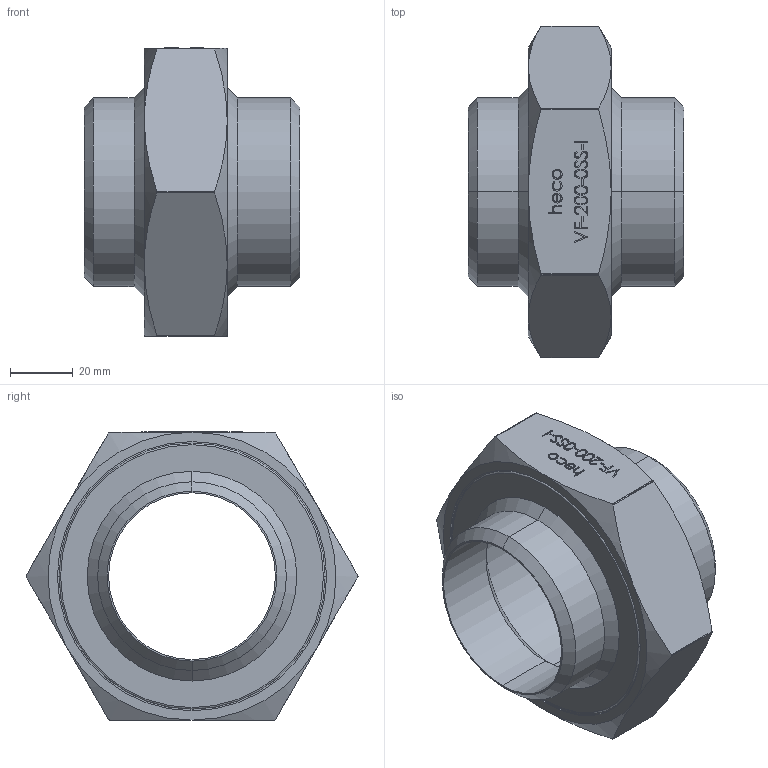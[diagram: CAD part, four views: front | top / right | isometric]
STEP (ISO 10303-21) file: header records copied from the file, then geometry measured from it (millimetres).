
FILE_DESCRIPTION (( 'STEP AP214' ), '1' );
FILE_NAME ('heco_VF-200-0SS-I.STEP', '2016-09-19T12:02:49', ( '' ), ( '' ), 'SwSTEP 2.0', 'SolidWorks 2016', '' );
FILE_SCHEMA (( 'AUTOMOTIVE_DESIGN' ));
Length unit declared in the file: millimetre
Products named in the file (1): heco_VF-200-0SS-I
Bounding box: 69 x 106.08 x 92.1 mm (x, y, z)
Volume: 145880.6 mm3; surface area: 37559 mm2
Topology: 1 solids, 1 shells, 244 faces, 616 edges, 400 vertices
Faces by surface type: bspline 98, plane 90, cone 28, cylinder 26, torus 2
Entity records: 14614 total; most frequent: CARTESIAN_POINT 7591, ORIENTED_EDGE 1232, DIRECTION 724, EDGE_CURVE 616, VERTEX_POINT 400, LINE 314, VECTOR 314, EDGE_LOOP 272
